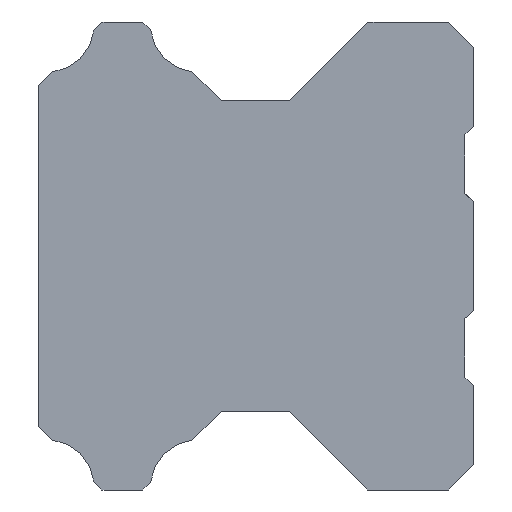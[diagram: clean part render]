
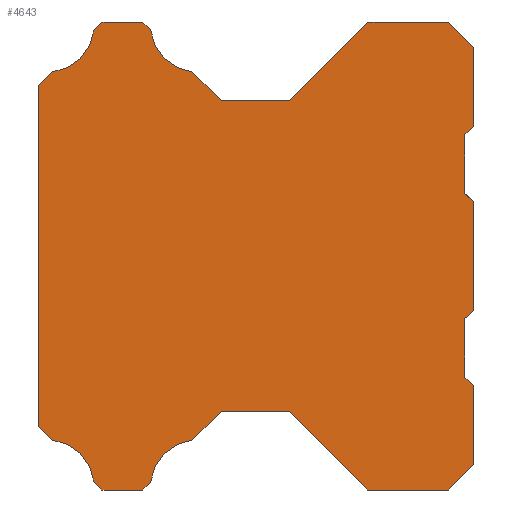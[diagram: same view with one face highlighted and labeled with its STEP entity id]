
A CAD part, left-side view. The second image highlights one B-rep face of the part: STEP entity #4643.
In plain terms, the highlighted planar face has unit normal (-1, 0, 0).
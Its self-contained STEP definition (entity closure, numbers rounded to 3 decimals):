
#252=CIRCLE('',#5206,2.89);
#254=CIRCLE('',#5212,2.89);
#294=CIRCLE('',#5256,2.89);
#296=CIRCLE('',#5262,2.89);
#529=LINE('',#7879,#769);
#531=LINE('',#7885,#771);
#533=LINE('',#7891,#773);
#535=LINE('',#7895,#775);
#539=LINE('',#7904,#779);
#542=LINE('',#7910,#782);
#545=LINE('',#7916,#785);
#549=LINE('',#7960,#789);
#551=LINE('',#7968,#791);
#554=LINE('',#8010,#794);
#557=LINE('',#8016,#797);
#560=LINE('',#8022,#800);
#563=LINE('',#8028,#803);
#566=LINE('',#8034,#806);
#569=LINE('',#8040,#809);
#572=LINE('',#8046,#812);
#576=LINE('',#8058,#816);
#579=LINE('',#8064,#819);
#582=LINE('',#8070,#822);
#586=LINE('',#8082,#826);
#589=LINE('',#8164,#829);
#592=LINE('',#8170,#832);
#596=LINE('',#8182,#836);
#599=LINE('',#8188,#839);
#602=LINE('',#8194,#842);
#606=LINE('',#8206,#846);
#609=LINE('',#8212,#849);
#612=LINE('',#8218,#852);
#769=VECTOR('',#6294,1000.);
#771=VECTOR('',#6300,1000.);
#773=VECTOR('',#6306,1000.);
#775=VECTOR('',#6310,1000.);
#779=VECTOR('',#6316,1000.);
#782=VECTOR('',#6321,1000.);
#785=VECTOR('',#6326,1000.);
#789=VECTOR('',#6406,1000.);
#791=VECTOR('',#6420,1000.);
#794=VECTOR('',#6497,1000.);
#797=VECTOR('',#6502,1000.);
#800=VECTOR('',#6507,1000.);
#803=VECTOR('',#6512,1000.);
#806=VECTOR('',#6517,1000.);
#809=VECTOR('',#6522,1000.);
#812=VECTOR('',#6527,1000.);
#816=VECTOR('',#6539,1000.);
#819=VECTOR('',#6544,1000.);
#822=VECTOR('',#6549,1000.);
#826=VECTOR('',#6561,1000.);
#829=VECTOR('',#6642,1000.);
#832=VECTOR('',#6647,1000.);
#836=VECTOR('',#6659,1000.);
#839=VECTOR('',#6664,1000.);
#842=VECTOR('',#6669,1000.);
#846=VECTOR('',#6681,1000.);
#849=VECTOR('',#6686,1000.);
#852=VECTOR('',#6691,1000.);
#1660=ORIENTED_EDGE('',*,*,#2574,.F.);
#1661=ORIENTED_EDGE('',*,*,#2774,.F.);
#1662=ORIENTED_EDGE('',*,*,#2771,.F.);
#1663=ORIENTED_EDGE('',*,*,#2768,.F.);
#1664=ORIENTED_EDGE('',*,*,#2765,.T.);
#1665=ORIENTED_EDGE('',*,*,#2762,.F.);
#1666=ORIENTED_EDGE('',*,*,#2759,.F.);
#1667=ORIENTED_EDGE('',*,*,#2756,.F.);
#1668=ORIENTED_EDGE('',*,*,#2753,.T.);
#1669=ORIENTED_EDGE('',*,*,#2750,.F.);
#1670=ORIENTED_EDGE('',*,*,#2747,.F.);
#1671=ORIENTED_EDGE('',*,*,#2706,.F.);
#1672=ORIENTED_EDGE('',*,*,#2703,.T.);
#1673=ORIENTED_EDGE('',*,*,#2700,.F.);
#1674=ORIENTED_EDGE('',*,*,#2697,.F.);
#1675=ORIENTED_EDGE('',*,*,#2694,.F.);
#1676=ORIENTED_EDGE('',*,*,#2691,.T.);
#1677=ORIENTED_EDGE('',*,*,#2688,.F.);
#1678=ORIENTED_EDGE('',*,*,#2685,.F.);
#1679=ORIENTED_EDGE('',*,*,#2682,.F.);
#1680=ORIENTED_EDGE('',*,*,#2679,.F.);
#1681=ORIENTED_EDGE('',*,*,#2676,.F.);
#1682=ORIENTED_EDGE('',*,*,#2673,.F.);
#1683=ORIENTED_EDGE('',*,*,#2670,.F.);
#1684=ORIENTED_EDGE('',*,*,#2631,.F.);
#1685=ORIENTED_EDGE('',*,*,#2572,.F.);
#1686=ORIENTED_EDGE('',*,*,#2569,.F.);
#1687=ORIENTED_EDGE('',*,*,#2566,.F.);
#1688=ORIENTED_EDGE('',*,*,#2625,.F.);
#1689=ORIENTED_EDGE('',*,*,#2584,.F.);
#1690=ORIENTED_EDGE('',*,*,#2581,.F.);
#1691=ORIENTED_EDGE('',*,*,#2578,.F.);
#2566=EDGE_CURVE('',#3158,#3159,#529,.T.);
#2569=EDGE_CURVE('',#3159,#3161,#531,.T.);
#2572=EDGE_CURVE('',#3161,#3163,#533,.T.);
#2574=EDGE_CURVE('',#3164,#3165,#535,.T.);
#2578=EDGE_CURVE('',#3165,#3168,#539,.T.);
#2581=EDGE_CURVE('',#3168,#3170,#542,.T.);
#2584=EDGE_CURVE('',#3170,#3172,#545,.T.);
#2625=EDGE_CURVE('',#3172,#3158,#549,.T.);
#2631=EDGE_CURVE('',#3163,#3174,#551,.T.);
#2670=EDGE_CURVE('',#3174,#3176,#554,.T.);
#2673=EDGE_CURVE('',#3176,#3178,#557,.T.);
#2676=EDGE_CURVE('',#3178,#3180,#560,.T.);
#2679=EDGE_CURVE('',#3180,#3182,#563,.T.);
#2682=EDGE_CURVE('',#3182,#3184,#566,.T.);
#2685=EDGE_CURVE('',#3184,#3186,#569,.T.);
#2688=EDGE_CURVE('',#3186,#3188,#572,.T.);
#2691=EDGE_CURVE('',#3190,#3188,#252,.T.);
#2694=EDGE_CURVE('',#3190,#3192,#576,.T.);
#2697=EDGE_CURVE('',#3192,#3194,#579,.T.);
#2700=EDGE_CURVE('',#3194,#3196,#582,.T.);
#2703=EDGE_CURVE('',#3198,#3196,#254,.T.);
#2706=EDGE_CURVE('',#3198,#3200,#586,.T.);
#2747=EDGE_CURVE('',#3200,#3240,#589,.T.);
#2750=EDGE_CURVE('',#3240,#3242,#592,.T.);
#2753=EDGE_CURVE('',#3244,#3242,#294,.T.);
#2756=EDGE_CURVE('',#3244,#3246,#596,.T.);
#2759=EDGE_CURVE('',#3246,#3248,#599,.T.);
#2762=EDGE_CURVE('',#3248,#3250,#602,.T.);
#2765=EDGE_CURVE('',#3252,#3250,#296,.T.);
#2768=EDGE_CURVE('',#3252,#3254,#606,.T.);
#2771=EDGE_CURVE('',#3254,#3256,#609,.T.);
#2774=EDGE_CURVE('',#3256,#3164,#612,.T.);
#3158=VERTEX_POINT('',#7878);
#3159=VERTEX_POINT('',#7880);
#3161=VERTEX_POINT('',#7886);
#3163=VERTEX_POINT('',#7892);
#3164=VERTEX_POINT('',#7896);
#3165=VERTEX_POINT('',#7897);
#3168=VERTEX_POINT('',#7905);
#3170=VERTEX_POINT('',#7911);
#3172=VERTEX_POINT('',#7917);
#3174=VERTEX_POINT('',#7969);
#3176=VERTEX_POINT('',#8011);
#3178=VERTEX_POINT('',#8017);
#3180=VERTEX_POINT('',#8023);
#3182=VERTEX_POINT('',#8029);
#3184=VERTEX_POINT('',#8035);
#3186=VERTEX_POINT('',#8041);
#3188=VERTEX_POINT('',#8047);
#3190=VERTEX_POINT('',#8053);
#3192=VERTEX_POINT('',#8059);
#3194=VERTEX_POINT('',#8065);
#3196=VERTEX_POINT('',#8071);
#3198=VERTEX_POINT('',#8077);
#3200=VERTEX_POINT('',#8083);
#3240=VERTEX_POINT('',#8165);
#3242=VERTEX_POINT('',#8171);
#3244=VERTEX_POINT('',#8177);
#3246=VERTEX_POINT('',#8183);
#3248=VERTEX_POINT('',#8189);
#3250=VERTEX_POINT('',#8195);
#3252=VERTEX_POINT('',#8201);
#3254=VERTEX_POINT('',#8207);
#3256=VERTEX_POINT('',#8213);
#3671=EDGE_LOOP('',(#1660,#1661,#1662,#1663,#1664,#1665,#1666,#1667,#1668,
#1669,#1670,#1671,#1672,#1673,#1674,#1675,#1676,#1677,#1678,#1679,#1680,
#1681,#1682,#1683,#1684,#1685,#1686,#1687,#1688,#1689,#1690,#1691));
#4085=FACE_BOUND('',#3671,.T.);
#4457=PLANE('',#5268);
#4643=ADVANCED_FACE('',(#4085),#4457,.F.);
#5206=AXIS2_PLACEMENT_3D('',#8052,#6532,#6533);
#5212=AXIS2_PLACEMENT_3D('',#8076,#6554,#6555);
#5256=AXIS2_PLACEMENT_3D('',#8176,#6652,#6653);
#5262=AXIS2_PLACEMENT_3D('',#8200,#6674,#6675);
#5268=AXIS2_PLACEMENT_3D('',#8221,#6695,#6696);
#6294=DIRECTION('',(0.,-0.707,-0.707));
#6300=DIRECTION('',(0.,0.,-1.));
#6306=DIRECTION('',(0.,0.707,-0.707));
#6310=DIRECTION('',(0.,-1.,0.));
#6316=DIRECTION('',(0.,-0.707,-0.707));
#6321=DIRECTION('',(0.,0.,-1.));
#6326=DIRECTION('',(0.,0.707,-0.707));
#6406=DIRECTION('',(0.,0.,-1.));
#6420=DIRECTION('',(0.,0.,-1.));
#6497=DIRECTION('',(0.,-0.707,-0.707));
#6502=DIRECTION('',(0.,0.,-1.));
#6507=DIRECTION('',(0.,0.707,-0.707));
#6512=DIRECTION('',(0.,1.,0.));
#6517=DIRECTION('',(0.,0.707,0.707));
#6522=DIRECTION('',(0.,1.,0.));
#6527=DIRECTION('',(0.,0.707,-0.707));
#6532=DIRECTION('',(1.,0.,0.));
#6533=DIRECTION('',(0.,0.,-1.));
#6539=DIRECTION('',(0.,0.707,-0.707));
#6544=DIRECTION('',(0.,1.,0.));
#6549=DIRECTION('',(0.,0.707,0.707));
#6554=DIRECTION('',(1.,0.,0.));
#6555=DIRECTION('',(0.,0.,-1.));
#6561=DIRECTION('',(0.,0.707,0.707));
#6642=DIRECTION('',(0.,0.,1.));
#6647=DIRECTION('',(0.,-0.707,0.707));
#6652=DIRECTION('',(1.,0.,0.));
#6653=DIRECTION('',(0.,0.,-1.));
#6659=DIRECTION('',(0.,-0.707,0.707));
#6664=DIRECTION('',(0.,-1.,0.));
#6669=DIRECTION('',(0.,-0.707,-0.707));
#6674=DIRECTION('',(1.,0.,0.));
#6675=DIRECTION('',(0.,0.,-1.));
#6681=DIRECTION('',(0.,-0.707,-0.707));
#6686=DIRECTION('',(0.,-1.,0.));
#6691=DIRECTION('',(0.,-0.707,0.707));
#6695=DIRECTION('',(1.,0.,0.));
#6696=DIRECTION('',(0.,0.,-1.));
#7878=CARTESIAN_POINT('',(-20.,0.5,3.75));
#7879=CARTESIAN_POINT('',(-20.,0.5,3.75));
#7880=CARTESIAN_POINT('',(-20.,0.,3.25));
#7885=CARTESIAN_POINT('',(-20.,0.,3.25));
#7886=CARTESIAN_POINT('',(-20.,0.,-3.25));
#7891=CARTESIAN_POINT('',(-20.,0.,-3.25));
#7892=CARTESIAN_POINT('',(-20.,0.5,-3.75));
#7895=CARTESIAN_POINT('',(-20.,6.3,14.));
#7896=CARTESIAN_POINT('',(-20.,6.3,14.));
#7897=CARTESIAN_POINT('',(-20.,1.5,14.));
#7904=CARTESIAN_POINT('',(-20.,1.5,14.));
#7905=CARTESIAN_POINT('',(-20.,0.,12.5));
#7910=CARTESIAN_POINT('',(-20.,0.,12.5));
#7911=CARTESIAN_POINT('',(-20.,0.,7.75));
#7916=CARTESIAN_POINT('',(-20.,0.,7.75));
#7917=CARTESIAN_POINT('',(-20.,0.5,7.25));
#7960=CARTESIAN_POINT('',(-20.,0.5,7.25));
#7968=CARTESIAN_POINT('',(-20.,0.5,-3.75));
#7969=CARTESIAN_POINT('',(-20.,0.5,-7.25));
#8010=CARTESIAN_POINT('',(-20.,0.5,-7.25));
#8011=CARTESIAN_POINT('',(-20.,0.,-7.75));
#8016=CARTESIAN_POINT('',(-20.,0.,-7.75));
#8017=CARTESIAN_POINT('',(-20.,0.,-12.5));
#8022=CARTESIAN_POINT('',(-20.,0.,-12.5));
#8023=CARTESIAN_POINT('',(-20.,1.5,-14.));
#8028=CARTESIAN_POINT('',(-20.,1.5,-14.));
#8029=CARTESIAN_POINT('',(-20.,6.3,-14.));
#8034=CARTESIAN_POINT('',(-20.,6.3,-14.));
#8035=CARTESIAN_POINT('',(-20.,11.,-9.3));
#8040=CARTESIAN_POINT('',(-20.,11.,-9.3));
#8041=CARTESIAN_POINT('',(-20.,15.079,-9.3));
#8046=CARTESIAN_POINT('',(-20.,15.079,-9.3));
#8047=CARTESIAN_POINT('',(-20.,16.779,-11.));
#8052=CARTESIAN_POINT('',(-20.,16.44,-13.87));
#8053=CARTESIAN_POINT('',(-20.,19.31,-13.531));
#8058=CARTESIAN_POINT('',(-20.,19.31,-13.531));
#8059=CARTESIAN_POINT('',(-20.,19.779,-14.));
#8064=CARTESIAN_POINT('',(-20.,19.779,-14.));
#8065=CARTESIAN_POINT('',(-20.,22.215,-14.));
#8070=CARTESIAN_POINT('',(-20.,22.215,-14.));
#8071=CARTESIAN_POINT('',(-20.,22.69,-13.525));
#8076=CARTESIAN_POINT('',(-20.,25.56,-13.87));
#8077=CARTESIAN_POINT('',(-20.,25.215,-11.));
#8082=CARTESIAN_POINT('',(-20.,25.215,-11.));
#8083=CARTESIAN_POINT('',(-20.,26.,-10.215));
#8164=CARTESIAN_POINT('',(-20.,26.,-10.215));
#8165=CARTESIAN_POINT('',(-20.,26.,10.215));
#8170=CARTESIAN_POINT('',(-20.,26.,10.215));
#8171=CARTESIAN_POINT('',(-20.,25.215,11.));
#8176=CARTESIAN_POINT('',(-20.,25.56,13.87));
#8177=CARTESIAN_POINT('',(-20.,22.69,13.525));
#8182=CARTESIAN_POINT('',(-20.,22.69,13.525));
#8183=CARTESIAN_POINT('',(-20.,22.215,14.));
#8188=CARTESIAN_POINT('',(-20.,22.215,14.));
#8189=CARTESIAN_POINT('',(-20.,19.779,14.));
#8194=CARTESIAN_POINT('',(-20.,19.779,14.));
#8195=CARTESIAN_POINT('',(-20.,19.31,13.531));
#8200=CARTESIAN_POINT('',(-20.,16.44,13.87));
#8201=CARTESIAN_POINT('',(-20.,16.779,11.));
#8206=CARTESIAN_POINT('',(-20.,16.779,11.));
#8207=CARTESIAN_POINT('',(-20.,15.079,9.3));
#8212=CARTESIAN_POINT('',(-20.,15.079,9.3));
#8213=CARTESIAN_POINT('',(-20.,11.,9.3));
#8218=CARTESIAN_POINT('',(-20.,11.,9.3));
#8221=CARTESIAN_POINT('',(-20.,16.44,-13.87));
